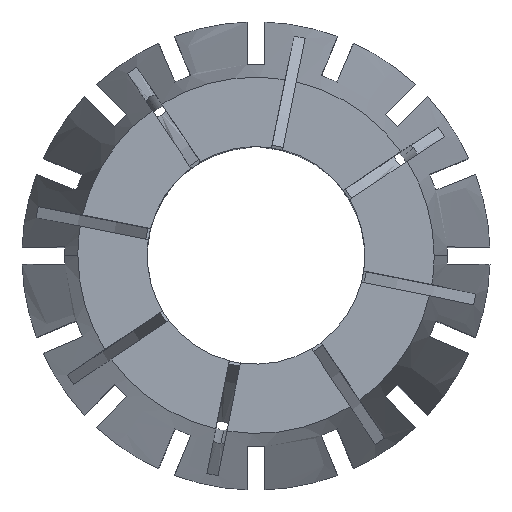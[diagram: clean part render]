
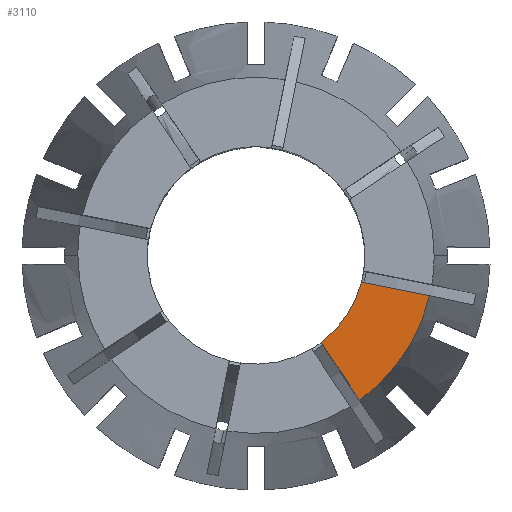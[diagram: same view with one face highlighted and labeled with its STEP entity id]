
A CAD part, top view. The second image highlights one B-rep face of the part: STEP entity #3110.
In plain terms, the highlighted planar face has unit normal (0, 0, 1).
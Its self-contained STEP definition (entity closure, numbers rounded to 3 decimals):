
#304 = CARTESIAN_POINT ( 'NONE',  ( -0.098, -0.49, 0. ) ) ;
#321 = ORIENTED_EDGE ( 'NONE', *, *, #480, .F. ) ;
#480 = EDGE_CURVE ( 'NONE', #1473, #6603, #3594, .T. ) ;
#681 = VECTOR ( 'NONE', #6451, 1000. ) ;
#691 = EDGE_CURVE ( 'NONE', #5949, #6603, #3952, .T. ) ;
#1006 = LINE ( 'NONE', #5800, #6384 ) ;
#1457 = CARTESIAN_POINT ( 'NONE',  ( 0., 0., 0. ) ) ;
#1468 = CARTESIAN_POINT ( 'NONE',  ( 9.076, -12.683, 0. ) ) ;
#1473 = VERTEX_POINT ( 'NONE', #3118 ) ;
#2153 = DIRECTION ( 'NONE',  ( 0., 0., -1. ) ) ;
#2759 = DIRECTION ( 'NONE',  ( 0., 0., 1. ) ) ;
#3110 = ADVANCED_FACE ( 'NONE', ( #3764 ), #7170, .F. ) ;
#3118 = CARTESIAN_POINT ( 'NONE',  ( 5.7, -7.631, 0. ) ) ;
#3274 = EDGE_CURVE ( 'NONE', #4043, #1473, #1006, .T. ) ;
#3368 = ORIENTED_EDGE ( 'NONE', *, *, #691, .T. ) ;
#3527 = CIRCLE ( 'NONE', #5592, 15.595 ) ;
#3594 = CIRCLE ( 'NONE', #6849, 9.525 ) ;
#3764 = FACE_OUTER_BOUND ( 'NONE', #6584, .T. ) ;
#3952 = LINE ( 'NONE', #304, #681 ) ;
#4043 = VERTEX_POINT ( 'NONE', #1468 ) ;
#4294 = CARTESIAN_POINT ( 'NONE',  ( 15.19, -3.531, 0. ) ) ;
#4853 = DIRECTION ( 'NONE',  ( 0., 0., 1. ) ) ;
#4884 = DIRECTION ( 'NONE',  ( -0.556, 0.831, 0. ) ) ;
#5297 = ORIENTED_EDGE ( 'NONE', *, *, #6011, .T. ) ;
#5429 = DIRECTION ( 'NONE',  ( 1., 0., 0. ) ) ;
#5591 = CARTESIAN_POINT ( 'NONE',  ( 9.232, -2.346, 0. ) ) ;
#5592 = AXIS2_PLACEMENT_3D ( 'NONE', #6600, #2759, #6058 ) ;
#5800 = CARTESIAN_POINT ( 'NONE',  ( 0.416, 0.278, 0. ) ) ;
#5826 = ORIENTED_EDGE ( 'NONE', *, *, #3274, .F. ) ;
#5949 = VERTEX_POINT ( 'NONE', #4294 ) ;
#6011 = EDGE_CURVE ( 'NONE', #4043, #5949, #3527, .T. ) ;
#6058 = DIRECTION ( 'NONE',  ( 1., 0., 0. ) ) ;
#6108 = CARTESIAN_POINT ( 'NONE',  ( 0., 0., 0. ) ) ;
#6384 = VECTOR ( 'NONE', #4884, 1000. ) ;
#6451 = DIRECTION ( 'NONE',  ( -0.981, 0.195, 0. ) ) ;
#6482 = AXIS2_PLACEMENT_3D ( 'NONE', #6108, #2153, #7191 ) ;
#6584 = EDGE_LOOP ( 'NONE', ( #5297, #3368, #321, #5826 ) ) ;
#6600 = CARTESIAN_POINT ( 'NONE',  ( 0., 0., 0. ) ) ;
#6603 = VERTEX_POINT ( 'NONE', #5591 ) ;
#6849 = AXIS2_PLACEMENT_3D ( 'NONE', #1457, #4853, #5429 ) ;
#7170 = PLANE ( 'NONE',  #6482 ) ;
#7191 = DIRECTION ( 'NONE',  ( -1., 0., 0. ) ) ;
